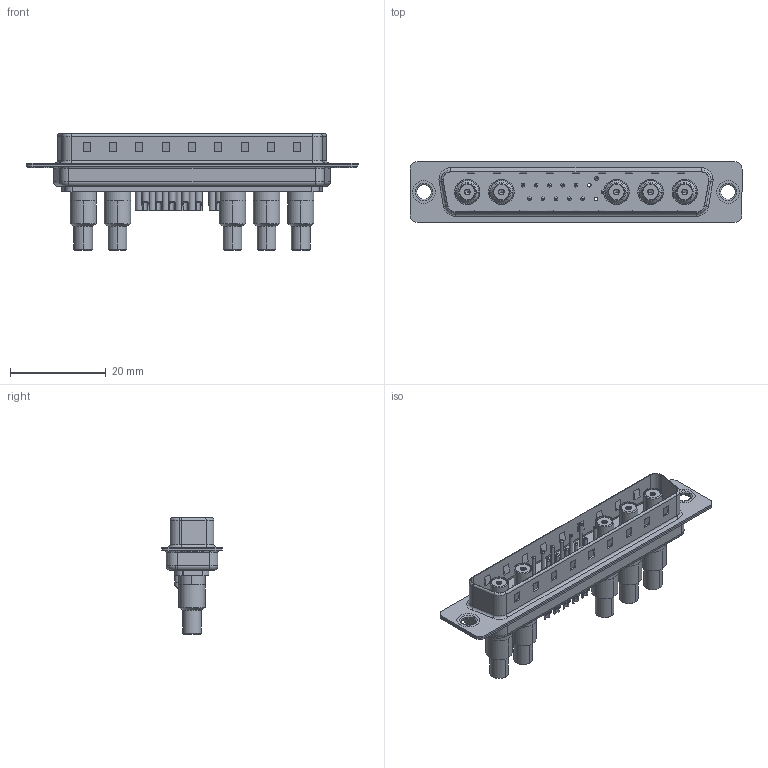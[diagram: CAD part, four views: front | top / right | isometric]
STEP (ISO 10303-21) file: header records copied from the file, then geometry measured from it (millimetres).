
FILE_DESCRIPTION (( 'STEP AP203' ), '1' );
FILE_NAME ('627-17W5622-5T1.STEP', '2019-05-29T05:05:21', ( '' ), ( '' ), 'SwSTEP 2.0', 'SolidWorks 2016', '' );
FILE_SCHEMA (( 'CONFIG_CONTROL_DESIGN' ));
Length unit declared in the file: millimetre
Products named in the file (14): Socket_Solder Cup; 627Combo Housing_17W5; Solder Cover; 627Combo Shell Rear_37 Contacts; Co-Ax Jack Assy_SC; 627Combo Shell Front_37 Contacts; 627Combo Contact Row 1_22; 627Combo Thru Hole Rivet; 627Combo Contact Row 2_22; Co-Ax Jack_Solder Cup Tail; 627-17W5622-5T1; Insulator Socket; Insulator Socket 2; Locking Collar
Assembly tree (28 placements, depth 3):
  627-17W5622-5T1
    627Combo Housing_17W5
    627Combo Shell Rear_37 Contacts
    627Combo Shell Front_37 Contacts
    627Combo Thru Hole Rivet  x2
    Co-Ax Jack Assy_SC  x5
      Co-Ax Jack_Solder Cup Tail
      Insulator Socket
      Insulator Socket 2
      Locking Collar
      Socket_Solder Cup
      Solder Cover
    627Combo Contact Row 1_22  x6
    627Combo Contact Row 2_22  x6
Bounding box: 69.3 x 12.6 x 24.3 mm (x, y, z)
Volume: 4344 mm3; surface area: 13232.8 mm2
Topology: 47 solids, 47 shells, 1480 faces, 3428 edges, 2102 vertices
Faces by surface type: cylinder 637, plane 511, torus 198, cone 124, bspline 10
Entity records: 21842 total; most frequent: DIRECTION 3656, CARTESIAN_POINT 3591, ORIENTED_EDGE 3220, EDGE_CURVE 1610, AXIS2_PLACEMENT_3D 1395, VERTEX_POINT 1016, LINE 866, VECTOR 866
